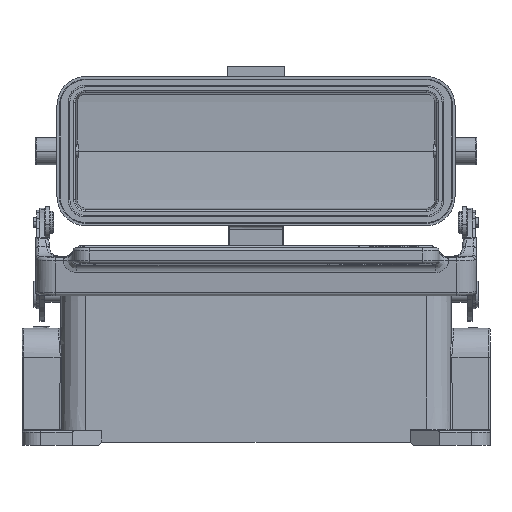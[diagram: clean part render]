
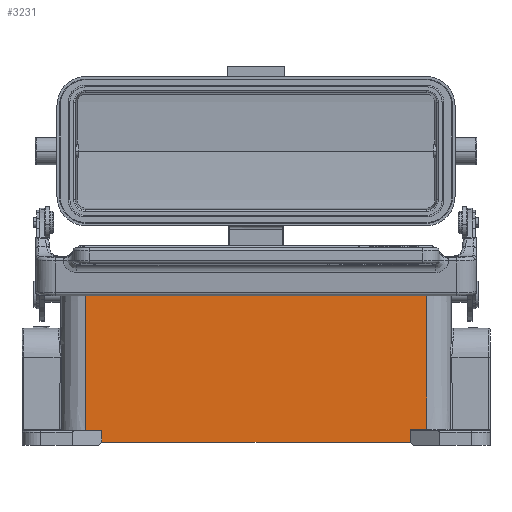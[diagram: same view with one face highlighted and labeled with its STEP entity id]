
A CAD part, left-side view. The second image highlights one B-rep face of the part: STEP entity #3231.
In plain terms, the highlighted planar face has unit normal (-1, 0, 0.009).
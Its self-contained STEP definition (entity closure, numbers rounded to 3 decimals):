
#1988=PLANE('',#45004);
#3231=ADVANCED_FACE('',(#6741),#1988,.T.);
#6741=FACE_OUTER_BOUND('',#9160,.T.);
#9160=EDGE_LOOP('',(#20937,#20938,#20939,#20940,#20941,#20942,#20943,#20944,
#20945,#20946,#20947,#20948));
#13232=LINE('',#70863,#15994);
#13287=LINE('',#71324,#16049);
#13292=LINE('',#71338,#16054);
#13300=LINE('',#71367,#16062);
#13303=LINE('',#71374,#16065);
#13444=LINE('',#72086,#16206);
#13459=LINE('',#72242,#16221);
#13462=LINE('',#72267,#16224);
#13463=LINE('',#72269,#16225);
#13464=LINE('',#72271,#16226);
#13465=LINE('',#72272,#16227);
#13466=LINE('',#72274,#16228);
#15994=VECTOR('',#49469,1.);
#16049=VECTOR('',#49684,1.);
#16054=VECTOR('',#49697,1.);
#16062=VECTOR('',#49723,1.);
#16065=VECTOR('',#49728,1.);
#16206=VECTOR('',#50111,1.);
#16221=VECTOR('',#50166,1.);
#16224=VECTOR('',#50195,1.);
#16225=VECTOR('',#50198,1.);
#16226=VECTOR('',#50199,1.);
#16227=VECTOR('',#50200,1.);
#16228=VECTOR('',#50201,1.);
#20937=ORIENTED_EDGE('',*,*,#36830,.T.);
#20938=ORIENTED_EDGE('',*,*,#36842,.T.);
#20939=ORIENTED_EDGE('',*,*,#36843,.T.);
#20940=ORIENTED_EDGE('',*,*,#36428,.T.);
#20941=ORIENTED_EDGE('',*,*,#36844,.F.);
#20942=ORIENTED_EDGE('',*,*,#36845,.T.);
#20943=ORIENTED_EDGE('',*,*,#36546,.T.);
#20944=ORIENTED_EDGE('',*,*,#36553,.F.);
#20945=ORIENTED_EDGE('',*,*,#36565,.F.);
#20946=ORIENTED_EDGE('',*,*,#36568,.T.);
#20947=ORIENTED_EDGE('',*,*,#36799,.T.);
#20948=ORIENTED_EDGE('',*,*,#36841,.T.);
#31905=VERTEX_POINT('',#70862);
#31906=VERTEX_POINT('',#70864);
#31983=VERTEX_POINT('',#71323);
#31984=VERTEX_POINT('',#71325);
#31988=VERTEX_POINT('',#71337);
#31995=VERTEX_POINT('',#71368);
#31997=VERTEX_POINT('',#71373);
#32150=VERTEX_POINT('',#72085);
#32166=VERTEX_POINT('',#72241);
#32167=VERTEX_POINT('',#72243);
#32172=VERTEX_POINT('',#72270);
#32173=VERTEX_POINT('',#72273);
#36428=EDGE_CURVE('',#31906,#31905,#13232,.T.);
#36546=EDGE_CURVE('',#31984,#31983,#13287,.T.);
#36553=EDGE_CURVE('',#31988,#31983,#13292,.T.);
#36565=EDGE_CURVE('',#31995,#31988,#13300,.T.);
#36568=EDGE_CURVE('',#31995,#31997,#13303,.T.);
#36799=EDGE_CURVE('',#31997,#32150,#13444,.T.);
#36830=EDGE_CURVE('',#32167,#32166,#13459,.T.);
#36841=EDGE_CURVE('',#32150,#32167,#13462,.T.);
#36842=EDGE_CURVE('',#32166,#32172,#13463,.T.);
#36843=EDGE_CURVE('',#32172,#31906,#13464,.T.);
#36844=EDGE_CURVE('',#32173,#31905,#13465,.T.);
#36845=EDGE_CURVE('',#32173,#31984,#13466,.T.);
#45004=AXIS2_PLACEMENT_3D('',#72275,#50202,#50203);
#49469=DIRECTION('',(0.,1.,0.));
#49684=DIRECTION('',(-0.009,0.,-1.));
#49697=DIRECTION('',(0.,1.,0.));
#49723=DIRECTION('',(0.009,0.,1.));
#49728=DIRECTION('',(0.,-1.,0.));
#50111=DIRECTION('',(0.009,0.,1.));
#50166=DIRECTION('',(0.009,0.,1.));
#50195=DIRECTION('',(0.,-1.,0.));
#50198=DIRECTION('',(0.,1.,0.));
#50199=DIRECTION('',(-0.009,0.,-1.));
#50200=DIRECTION('',(-0.009,0.,-1.));
#50201=DIRECTION('',(0.,1.,0.));
#50202=DIRECTION('',(-1.,0.,0.009));
#50203=DIRECTION('',(0.,1.,0.));
#70862=CARTESIAN_POINT('',(-21.526,1.6,48.));
#70863=CARTESIAN_POINT('',(-21.526,-1.6,48.));
#70864=CARTESIAN_POINT('',(-21.526,-1.6,48.));
#71323=CARTESIAN_POINT('',(-21.906,52.5,4.5));
#71324=CARTESIAN_POINT('',(-21.5,52.5,51.));
#71325=CARTESIAN_POINT('',(-21.5,52.5,51.));
#71337=CARTESIAN_POINT('',(-21.906,47.5,4.5));
#71338=CARTESIAN_POINT('',(-21.906,47.5,4.5));
#71367=CARTESIAN_POINT('',(-21.936,47.5,1.));
#71368=CARTESIAN_POINT('',(-21.936,47.5,1.));
#71373=CARTESIAN_POINT('',(-21.936,-47.5,1.));
#71374=CARTESIAN_POINT('',(-21.936,47.5,1.));
#72085=CARTESIAN_POINT('',(-21.901,-47.5,4.996));
#72086=CARTESIAN_POINT('',(-21.936,-47.5,1.));
#72241=CARTESIAN_POINT('',(-21.5,-52.5,51.));
#72242=CARTESIAN_POINT('',(-21.901,-52.5,4.996));
#72243=CARTESIAN_POINT('',(-21.901,-52.5,4.996));
#72267=CARTESIAN_POINT('',(-21.901,-47.5,4.996));
#72269=CARTESIAN_POINT('',(-21.5,-52.5,51.));
#72270=CARTESIAN_POINT('',(-21.5,-1.6,51.));
#72271=CARTESIAN_POINT('',(-21.5,-1.6,51.));
#72272=CARTESIAN_POINT('',(-21.5,1.6,51.));
#72273=CARTESIAN_POINT('',(-21.5,1.6,51.));
#72274=CARTESIAN_POINT('',(-21.5,1.6,51.));
#72275=CARTESIAN_POINT('',(-21.5,55.148,51.));
